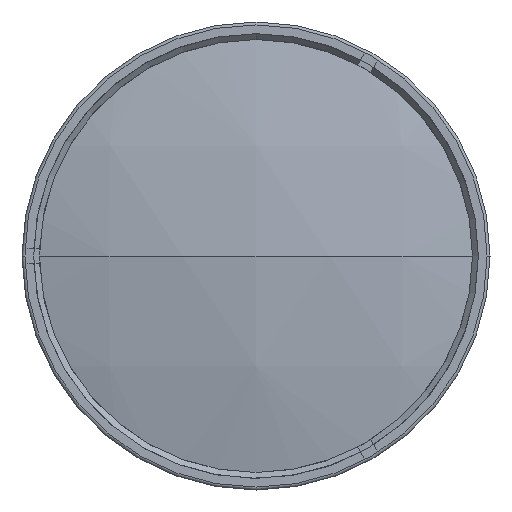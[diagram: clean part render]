
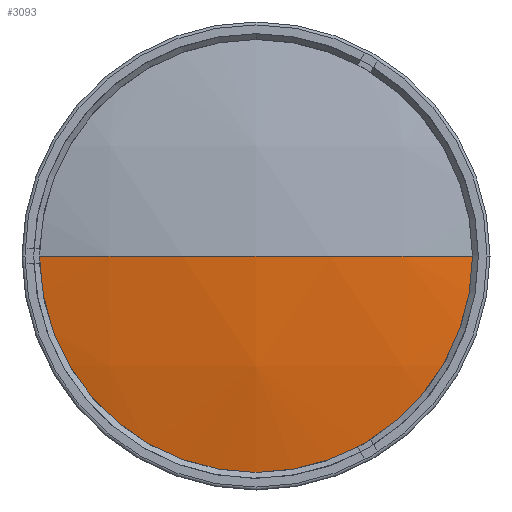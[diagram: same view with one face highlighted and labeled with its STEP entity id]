
A CAD part, left-side view. The second image highlights one B-rep face of the part: STEP entity #3093.
In plain terms, the highlighted spherical face has radius 161 mm.
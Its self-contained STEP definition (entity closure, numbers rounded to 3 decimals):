
#61 = DIRECTION ( 'NONE',  ( 0., 0., 1. ) ) ;
#67 = AXIS2_PLACEMENT_3D ( 'NONE', #4160, #2146, #61 ) ;
#235 = EDGE_CURVE ( 'NONE', #1159, #3896, #3992, .T. ) ;
#236 = EDGE_CURVE ( 'NONE', #1159, #403, #2304, .T. ) ;
#313 = EDGE_CURVE ( 'NONE', #403, #3896, #890, .T. ) ;
#403 = VERTEX_POINT ( 'NONE', #2371 ) ;
#870 = CARTESIAN_POINT ( 'NONE',  ( -4.23, 0., 0. ) ) ;
#890 = CIRCLE ( 'NONE', #1482, 161. ) ;
#1116 = EDGE_LOOP ( 'NONE', ( #2577, #3620, #3252 ) ) ;
#1132 = CARTESIAN_POINT ( 'NONE',  ( -4.23, 0., 0. ) ) ;
#1159 = VERTEX_POINT ( 'NONE', #3947 ) ;
#1217 = SPHERICAL_SURFACE ( 'NONE', #2945, 161. ) ;
#1461 = DIRECTION ( 'NONE',  ( 0., -1., 0. ) ) ;
#1482 = AXIS2_PLACEMENT_3D ( 'NONE', #3910, #1893, #4248 ) ;
#1561 = DIRECTION ( 'NONE',  ( 0., 1., 0. ) ) ;
#1893 = DIRECTION ( 'NONE',  ( 0., 0., -1. ) ) ;
#2146 = DIRECTION ( 'NONE',  ( -1., 0., 0. ) ) ;
#2304 = CIRCLE ( 'NONE', #67, 37.5 ) ;
#2371 = CARTESIAN_POINT ( 'NONE',  ( -160.802, -37.5, 0. ) ) ;
#2514 = CARTESIAN_POINT ( 'NONE',  ( -165.23, 0., 0. ) ) ;
#2577 = ORIENTED_EDGE ( 'NONE', *, *, #236, .T. ) ;
#2945 = AXIS2_PLACEMENT_3D ( 'NONE', #870, #3551, #1561 ) ;
#3093 = ADVANCED_FACE ( 'NONE', ( #3288 ), #1217, .T. ) ;
#3252 = ORIENTED_EDGE ( 'NONE', *, *, #235, .F. ) ;
#3288 = FACE_OUTER_BOUND ( 'NONE', #1116, .T. ) ;
#3458 = DIRECTION ( 'NONE',  ( 0., 0., 1. ) ) ;
#3551 = DIRECTION ( 'NONE',  ( 0., 0., -1. ) ) ;
#3620 = ORIENTED_EDGE ( 'NONE', *, *, #313, .T. ) ;
#3896 = VERTEX_POINT ( 'NONE', #2514 ) ;
#3910 = CARTESIAN_POINT ( 'NONE',  ( -4.23, 0., 0. ) ) ;
#3947 = CARTESIAN_POINT ( 'NONE',  ( -160.802, 37.5, 0. ) ) ;
#3992 = CIRCLE ( 'NONE', #4281, 161. ) ;
#4160 = CARTESIAN_POINT ( 'NONE',  ( -160.802, 0., 0. ) ) ;
#4248 = DIRECTION ( 'NONE',  ( 0., 1., 0. ) ) ;
#4281 = AXIS2_PLACEMENT_3D ( 'NONE', #1132, #3458, #1461 ) ;
